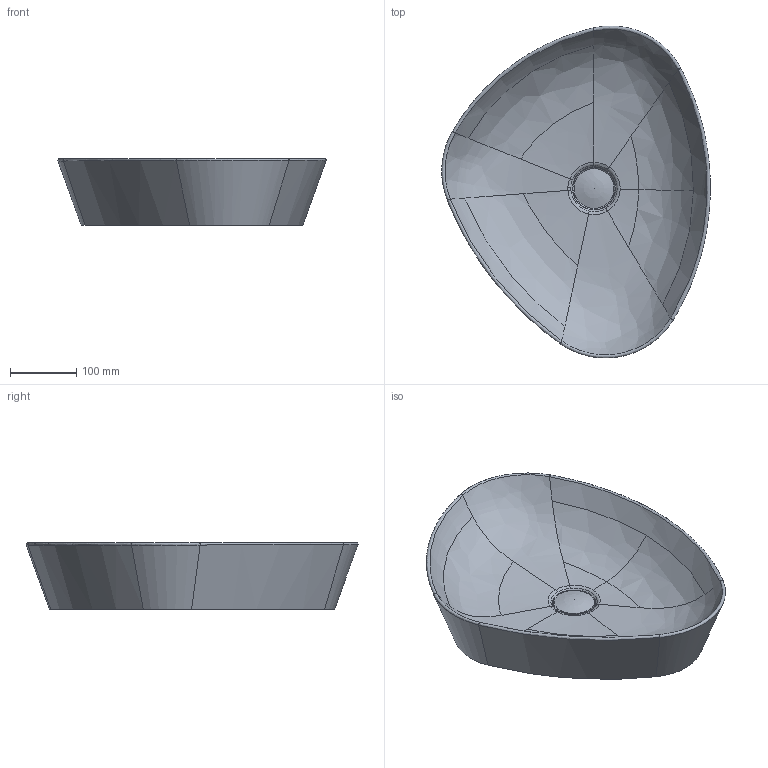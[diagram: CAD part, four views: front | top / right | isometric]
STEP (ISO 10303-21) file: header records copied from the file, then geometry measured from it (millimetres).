
FILE_DESCRIPTION((''),'2;1');
FILE_NAME('233950.stp','2015-05-20T20:22:31',('Administrator'),(''),'Autodesk Inventor 2011','Autodesk Inventor 2011','');
FILE_SCHEMA(('CONFIG_CONTROL_DESIGN'));
Length unit declared in the file: millimetre
Products named in the file (4): 233950; Kelch kurz; Stopfen kurz
Assembly tree (3 placements, depth 2):
  233950
    233950
    Kelch kurz
    Stopfen kurz
Bounding box: 403.97 x 499.73 x 100.34 mm (x, y, z)
Volume: 3607914.2 mm3; surface area: 463306.4 mm2
Topology: 3 solids, 3 shells, 154 faces, 373 edges, 224 vertices
Faces by surface type: bspline 97, plane 28, cylinder 14, torus 10, cone 5
Full cylindrical faces by diameter (mm): 15 x2, 42 x1, 44 x1, 46 x1, 60 x1
Entity records: 27743 total; most frequent: CARTESIAN_POINT 24574, ORIENTED_EDGE 710, DIRECTION 413, EDGE_CURVE 355, VERTEX_POINT 218, B_SPLINE_CURVE_WITH_KNOTS 176, AXIS2_PLACEMENT_3D 170, EDGE_LOOP 169
